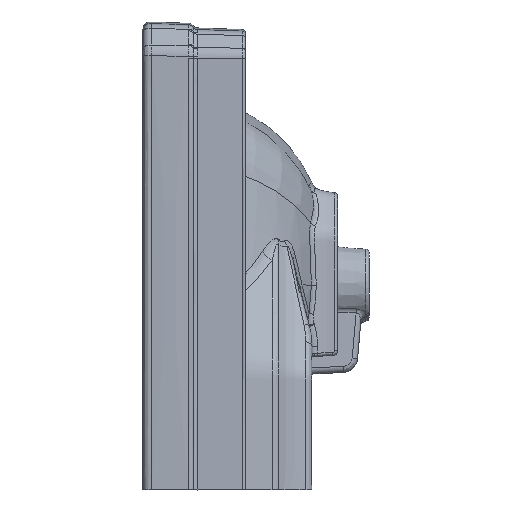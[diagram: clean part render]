
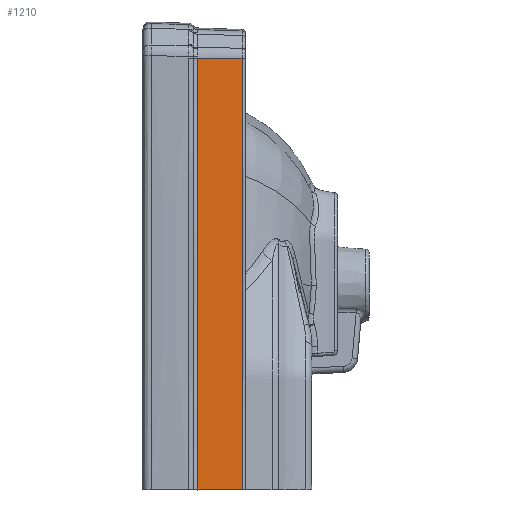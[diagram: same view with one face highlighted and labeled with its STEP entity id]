
A CAD part, left-side view. The second image highlights one B-rep face of the part: STEP entity #1210.
In plain terms, the highlighted free-form (B-spline) face has degree [3, 3] with [5, 7] control points.
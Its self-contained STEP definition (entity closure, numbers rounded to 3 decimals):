
#259=LINE('',#34163,#478);
#478=VECTOR('',#12063,1.);
#834=B_SPLINE_SURFACE_WITH_KNOTS('',3,3,((#48711,#48712,#48713,#48714,#48715,
#48716,#48717),(#48718,#48719,#48720,#48721,#48722,#48723,#48724),(#48725,
#48726,#48727,#48728,#48729,#48730,#48731),(#48732,#48733,#48734,#48735,
#48736,#48737,#48738),(#48739,#48740,#48741,#48742,#48743,#48744,#48745)),
 .UNSPECIFIED.,.F.,.F.,.F.,(4,1,4),(4,3,4),(0.,0.,1.),
(0.,1.,1.),.UNSPECIFIED.);
#1210=ADVANCED_FACE('',(#2382),#834,.T.);
#2382=FACE_OUTER_BOUND('',#3136,.T.);
#3136=EDGE_LOOP('',(#6380,#6381,#6382,#6383));
#4314=B_SPLINE_CURVE_WITH_KNOTS('',3,(#48606,#48607,#48608,#48609),
 .UNSPECIFIED.,.F.,.F.,(4,4),(0.,1.),.UNSPECIFIED.);
#4316=B_SPLINE_CURVE_WITH_KNOTS('',3,(#48677,#48678,#48679,#48680,#48681),
 .UNSPECIFIED.,.F.,.F.,(4,1,4),(0.,0.,1.),
 .UNSPECIFIED.);
#4317=B_SPLINE_CURVE_WITH_KNOTS('',3,(#48706,#48707,#48708,#48709,#48710),
 .UNSPECIFIED.,.F.,.F.,(4,1,4),(0.,1.,1.),.UNSPECIFIED.);
#6380=ORIENTED_EDGE('',*,*,#10200,.T.);
#6381=ORIENTED_EDGE('',*,*,#10204,.T.);
#6382=ORIENTED_EDGE('',*,*,#9870,.F.);
#6383=ORIENTED_EDGE('',*,*,#10203,.T.);
#8660=VERTEX_POINT('',#34162);
#8661=VERTEX_POINT('',#34164);
#8871=VERTEX_POINT('',#48605);
#8872=VERTEX_POINT('',#48610);
#9870=EDGE_CURVE('',#8660,#8661,#259,.T.);
#10200=EDGE_CURVE('',#8872,#8871,#4314,.T.);
#10203=EDGE_CURVE('',#8660,#8872,#4316,.T.);
#10204=EDGE_CURVE('',#8871,#8661,#4317,.T.);
#12063=DIRECTION('',(-0.035,0.999,0.));
#34162=CARTESIAN_POINT('',(-297.355,-97.105,0.));
#34163=CARTESIAN_POINT('',(-297.355,-97.105,0.));
#34164=CARTESIAN_POINT('',(-298.897,-52.945,0.));
#48605=CARTESIAN_POINT('',(-299.169,-52.945,421.339));
#48606=CARTESIAN_POINT('',(-297.632,-97.105,420.697));
#48607=CARTESIAN_POINT('',(-298.144,-82.385,420.911));
#48608=CARTESIAN_POINT('',(-298.657,-67.665,421.125));
#48609=CARTESIAN_POINT('',(-299.169,-52.945,421.339));
#48610=CARTESIAN_POINT('',(-297.632,-97.105,420.697));
#48677=CARTESIAN_POINT('',(-297.355,-97.105,0.));
#48678=CARTESIAN_POINT('',(-297.355,-97.105,0.022));
#48679=CARTESIAN_POINT('',(-298.579,-97.105,140.249));
#48680=CARTESIAN_POINT('',(-298.671,-97.105,280.49));
#48681=CARTESIAN_POINT('',(-297.632,-97.105,420.697));
#48706=CARTESIAN_POINT('',(-299.169,-52.945,421.339));
#48707=CARTESIAN_POINT('',(-300.213,-52.945,280.914));
#48708=CARTESIAN_POINT('',(-300.123,-52.945,140.458));
#48709=CARTESIAN_POINT('',(-298.897,-52.945,0.018));
#48710=CARTESIAN_POINT('',(-298.897,-52.945,0.));
#48711=CARTESIAN_POINT('',(-297.355,-97.105,0.));
#48712=CARTESIAN_POINT('',(-297.869,-82.385,-0.004));
#48713=CARTESIAN_POINT('',(-298.383,-67.665,-0.009));
#48714=CARTESIAN_POINT('',(-298.897,-52.945,-0.013));
#48715=CARTESIAN_POINT('',(-298.897,-52.945,-0.013));
#48716=CARTESIAN_POINT('',(-298.897,-52.945,-0.013));
#48717=CARTESIAN_POINT('',(-298.897,-52.945,-0.013));
#48718=CARTESIAN_POINT('',(-297.355,-97.105,0.022));
#48719=CARTESIAN_POINT('',(-297.869,-82.385,0.018));
#48720=CARTESIAN_POINT('',(-298.383,-67.665,0.013));
#48721=CARTESIAN_POINT('',(-298.897,-52.945,0.009));
#48722=CARTESIAN_POINT('',(-298.897,-52.945,0.009));
#48723=CARTESIAN_POINT('',(-298.897,-52.945,0.009));
#48724=CARTESIAN_POINT('',(-298.897,-52.945,0.009));
#48725=CARTESIAN_POINT('',(-298.581,-97.105,140.459));
#48726=CARTESIAN_POINT('',(-299.095,-82.385,140.457));
#48727=CARTESIAN_POINT('',(-299.609,-67.665,140.456));
#48728=CARTESIAN_POINT('',(-300.123,-52.945,140.454));
#48729=CARTESIAN_POINT('',(-300.123,-52.945,140.454));
#48730=CARTESIAN_POINT('',(-300.123,-52.945,140.454));
#48731=CARTESIAN_POINT('',(-300.123,-52.945,140.454));
#48732=CARTESIAN_POINT('',(-298.671,-97.105,280.91));
#48733=CARTESIAN_POINT('',(-299.185,-82.385,280.912));
#48734=CARTESIAN_POINT('',(-299.699,-67.665,280.913));
#48735=CARTESIAN_POINT('',(-300.213,-52.945,280.914));
#48736=CARTESIAN_POINT('',(-300.213,-52.945,280.914));
#48737=CARTESIAN_POINT('',(-300.213,-52.945,280.914));
#48738=CARTESIAN_POINT('',(-300.213,-52.945,280.914));
#48739=CARTESIAN_POINT('',(-297.627,-97.105,421.327));
#48740=CARTESIAN_POINT('',(-298.141,-82.385,421.331));
#48741=CARTESIAN_POINT('',(-298.655,-67.665,421.335));
#48742=CARTESIAN_POINT('',(-299.169,-52.945,421.339));
#48743=CARTESIAN_POINT('',(-299.169,-52.945,421.339));
#48744=CARTESIAN_POINT('',(-299.169,-52.945,421.339));
#48745=CARTESIAN_POINT('',(-299.169,-52.945,421.339));
